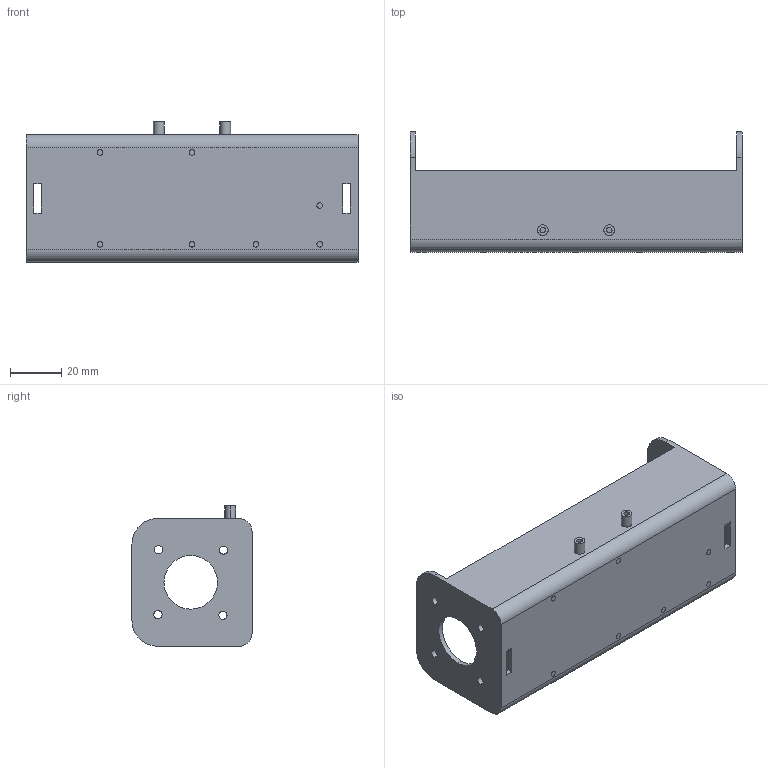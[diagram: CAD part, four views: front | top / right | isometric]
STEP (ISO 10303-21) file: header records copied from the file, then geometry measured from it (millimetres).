
FILE_DESCRIPTION (( 'STEP AP203' ), '1' );
FILE_NAME ('菁攫.STEP', '2025-07-08T14:43:07', ( '' ), ( '' ), 'SwSTEP 2.0', 'SolidWorks 2021', '' );
FILE_SCHEMA (( 'CONFIG_CONTROL_DESIGN' ));
Length unit declared in the file: millimetre
Products named in the file (1): 菁攫
Bounding box: 130 x 47 x 55 mm (x, y, z)
Volume: 31759.7 mm3; surface area: 38426.5 mm2
Topology: 8 solids, 8 shells, 178 faces, 450 edges, 300 vertices
Faces by surface type: cylinder 106, plane 72
Entity records: 5621 total; most frequent: DIRECTION 1020, CARTESIAN_POINT 929, ORIENTED_EDGE 900, EDGE_CURVE 450, AXIS2_PLACEMENT_3D 391, VERTEX_POINT 300, EDGE_LOOP 246, VECTOR 238
